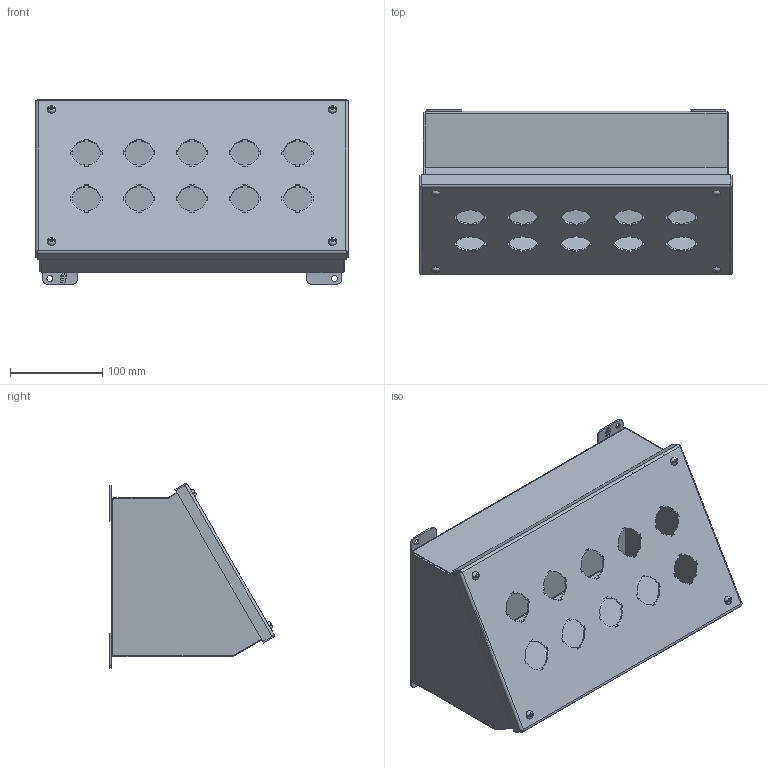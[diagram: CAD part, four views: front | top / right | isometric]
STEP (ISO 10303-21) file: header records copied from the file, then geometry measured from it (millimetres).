
FILE_DESCRIPTION (( 'STEP AP203' ), '1' );
FILE_NAME ('1490G10_Default.step', '2019-11-12T20:29:17', ( '' ), ( '' ), 'SwSTEP 2.0', 'SolidWorks 2019', '' );
FILE_SCHEMA (( 'CONFIG_CONTROL_DESIGN' ));
Length unit declared in the file: inch
Products named in the file (1): 1490G10_Default
Bounding box: 338.12 x 178 x 199.87 mm (x, y, z)
Volume: 577662.6 mm3; surface area: 596547.9 mm2
Topology: 28 solids, 28 shells, 869 faces, 2288 edges, 1503 vertices
Faces by surface type: plane 625, cylinder 204, cone 24, bspline 8, torus 8
Entity records: 27215 total; most frequent: CARTESIAN_POINT 5387, ORIENTED_EDGE 4572, DIRECTION 4400, EDGE_CURVE 2286, VECTOR 1704, LINE 1704, VERTEX_POINT 1503, AXIS2_PLACEMENT_3D 1348
